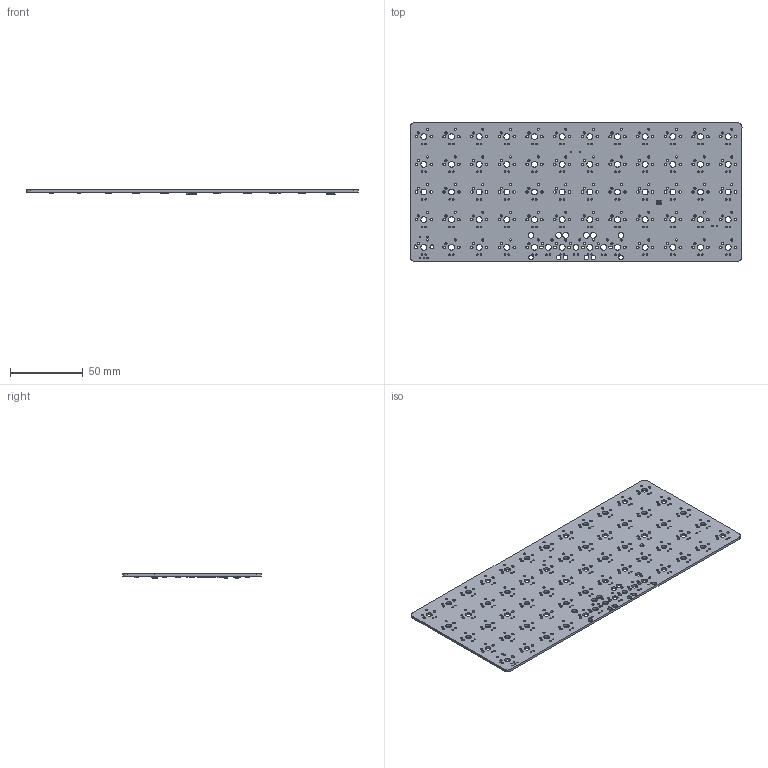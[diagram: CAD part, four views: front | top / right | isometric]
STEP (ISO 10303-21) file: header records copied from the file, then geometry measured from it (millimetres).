
FILE_DESCRIPTION(('KiCad electronic assembly'),'2;1');
FILE_NAME('Ortho60-RP2040.step','2022-10-15T12:53:48',('Pcbnew'),( 'Kicad'),'Open CASCADE STEP processor 7.6','KiCad to STEP converter' ,'Unknown');
FILE_SCHEMA(('AUTOMOTIVE_DESIGN { 1 0 10303 214 1 1 1 1 }'));
Length unit declared in the file: millimetre
Products named in the file (22): Ortho60-RP2040 1; D_SOD-123; SOLID; C_0402_1005Metric; Molex_EZmate_4pin_781710004; SOT-23; R_0402_1005Metric; SW_SPDT_PCM12; SW_SPST_TL3342; WSON-8-1EP_2x2mm_P0.5mm_EP0.9x1.6mm; Crystal_SMD_3225-4Pin_3.2x2.5mm; QFN-56-1EP_7x7mm_P0.4mm_EP5.6x5.6mm; Ortho60-RP2040 PCB
Assembly tree (163 placements, depth 3):
  Ortho60-RP2040 1
    D_SOD-123  x61
      SOLID
    C_0402_1005Metric  x16
      SOLID
    Molex_EZmate_4pin_781710004
      SOLID
    SOT-23  x2
      SOLID
    R_0402_1005Metric  x67
      SOLID
    SW_SPDT_PCM12
      SOLID
    SW_SPST_TL3342
      SOLID
    WSON-8-1EP_2x2mm_P0.5mm_EP0.9x1.6mm
      SOLID
    Crystal_SMD_3225-4Pin_3.2x2.5mm
      SOLID
    QFN-56-1EP_7x7mm_P0.4mm_EP5.6x5.6mm
      SOLID
    Ortho60-RP2040 PCB
Bounding box: 228.6 x 95.25 x 3.19 mm (x, y, z)
Volume: 32812.1 mm3; surface area: 47598.2 mm2
Topology: 153 solids, 154 shells, 7939 faces, 19902 edges, 12383 vertices
Faces by surface type: bspline 7433, cylinder 494, plane 12
Full cylindrical faces by diameter (mm): 0.3 x10, 0.35 x9, 0.9 x2, 1 x5, 1.04 x126, 1.47 x126, 1.75 x112, 3.048 x6, 3.988 x69
Entity records: 124209 total; most frequent: CARTESIAN_POINT 42834, ORIENTED_EDGE 9588, PCURVE 9588, DEFINITIONAL_REPRESENTATION 9588, B_SPLINE_CURVE_WITH_KNOTS 9252, DIRECTION 5844, EDGE_CURVE 4794, SURFACE_CURVE 4321
